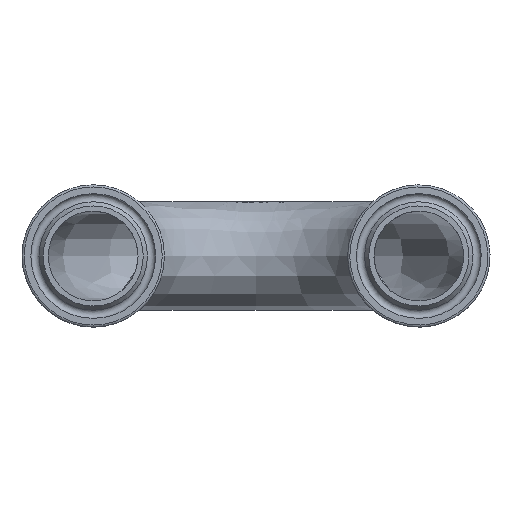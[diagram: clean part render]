
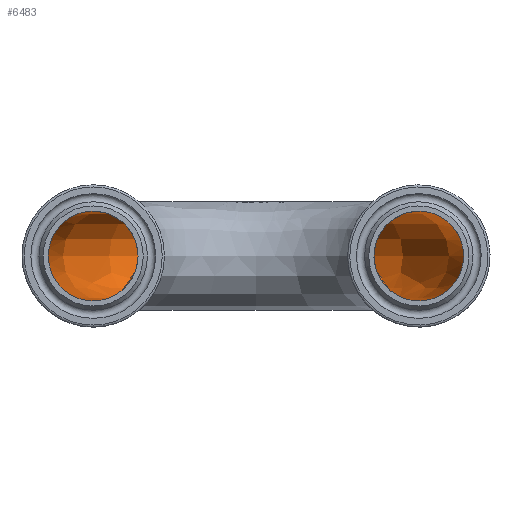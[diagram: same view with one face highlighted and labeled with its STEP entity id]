
A CAD part, left-side view. The second image highlights one B-rep face of the part: STEP entity #6483.
In plain terms, the highlighted free-form (B-spline) face has degree [2, 2] with [9, 5] control points.
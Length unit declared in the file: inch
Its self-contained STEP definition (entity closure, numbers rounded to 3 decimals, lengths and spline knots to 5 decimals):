
#45=CIRCLE('',#6679,0.31);
#46=CIRCLE('',#6680,0.815);
#47=CIRCLE('',#6681,0.31);
#1414=FACE_OUTER_BOUND('',#1806,.T.);
#1806=EDGE_LOOP('',(#5861,#5862,#5863,#5864));
#3026=VERTEX_POINT('',#16105);
#3027=VERTEX_POINT('',#16107);
#3991=EDGE_CURVE('',#3026,#3026,#45,.T.);
#3992=EDGE_CURVE('',#3026,#3027,#46,.T.);
#3993=EDGE_CURVE('',#3027,#3027,#47,.T.);
#5861=ORIENTED_EDGE('',*,*,#3991,.F.);
#5862=ORIENTED_EDGE('',*,*,#3992,.T.);
#5863=ORIENTED_EDGE('',*,*,#3993,.F.);
#5864=ORIENTED_EDGE('',*,*,#3992,.F.);
#6103=(
BOUNDED_SURFACE()
B_SPLINE_SURFACE(2,2,((#16060,#16061,#16062,#16063,#16064),(#16065,#16066,
#16067,#16068,#16069),(#16070,#16071,#16072,#16073,#16074),(#16075,#16076,
#16077,#16078,#16079),(#16080,#16081,#16082,#16083,#16084),(#16085,#16086,
#16087,#16088,#16089),(#16090,#16091,#16092,#16093,#16094),(#16095,#16096,
#16097,#16098,#16099),(#16100,#16101,#16102,#16103,#16104)),
 .UNSPECIFIED.,.T.,.F.,.F.)
B_SPLINE_SURFACE_WITH_KNOTS((3,2,2,2,3),(3,2,3),(-3.14159,-1.5708,
0.,1.5708,3.14159),(0.,1.5708,3.14159),
 .UNSPECIFIED.)
GEOMETRIC_REPRESENTATION_ITEM()
RATIONAL_B_SPLINE_SURFACE(((1.,0.707,1.,0.707,1.),
(0.707,0.5,0.707,0.5,
0.707),(1.,0.707,1.,0.707,1.),(0.707,
0.5,0.707,0.5,0.707),
(1.,0.707,1.,0.707,1.),(0.707,0.5,
0.707,0.5,0.707),(1.,0.707,
1.,0.707,1.),(0.707,0.5,0.707,
0.5,0.707),(1.,0.707,1.,0.707,
1.)))
REPRESENTATION_ITEM('')
SURFACE()
);
#6483=ADVANCED_FACE('',(#1414),#6103,.F.);
#6679=AXIS2_PLACEMENT_3D('',#16106,#7382,#7383);
#6680=AXIS2_PLACEMENT_3D('',#16108,#7384,#7385);
#6681=AXIS2_PLACEMENT_3D('',#16109,#7386,#7387);
#7382=DIRECTION('center_axis',(1.,0.,0.));
#7383=DIRECTION('ref_axis',(0.,1.,0.));
#7384=DIRECTION('center_axis',(0.,0.,
-1.));
#7385=DIRECTION('ref_axis',(0.,1.,0.));
#7386=DIRECTION('center_axis',(1.,0.,0.));
#7387=DIRECTION('ref_axis',(0.,-1.,0.));
#16060=CARTESIAN_POINT('Ctrl Pts',(0.5,0.815,0.));
#16061=CARTESIAN_POINT('Ctrl Pts',(1.315,0.815,0.));
#16062=CARTESIAN_POINT('Ctrl Pts',(1.315,0.,
0.));
#16063=CARTESIAN_POINT('Ctrl Pts',(1.315,-0.815,0.));
#16064=CARTESIAN_POINT('Ctrl Pts',(0.5,-0.815,0.));
#16065=CARTESIAN_POINT('Ctrl Pts',(0.5,0.815,-0.31));
#16066=CARTESIAN_POINT('Ctrl Pts',(1.315,0.815,-0.31));
#16067=CARTESIAN_POINT('Ctrl Pts',(1.315,0.,
-0.31));
#16068=CARTESIAN_POINT('Ctrl Pts',(1.315,-0.815,-0.31));
#16069=CARTESIAN_POINT('Ctrl Pts',(0.5,-0.815,-0.31));
#16070=CARTESIAN_POINT('Ctrl Pts',(0.5,1.125,-0.31));
#16071=CARTESIAN_POINT('Ctrl Pts',(1.625,1.125,-0.31));
#16072=CARTESIAN_POINT('Ctrl Pts',(1.625,0.,
-0.31));
#16073=CARTESIAN_POINT('Ctrl Pts',(1.625,-1.125,-0.31));
#16074=CARTESIAN_POINT('Ctrl Pts',(0.5,-1.125,-0.31));
#16075=CARTESIAN_POINT('Ctrl Pts',(0.5,1.435,-0.31));
#16076=CARTESIAN_POINT('Ctrl Pts',(1.935,1.435,-0.31));
#16077=CARTESIAN_POINT('Ctrl Pts',(1.935,0.,
-0.31));
#16078=CARTESIAN_POINT('Ctrl Pts',(1.935,-1.435,-0.31));
#16079=CARTESIAN_POINT('Ctrl Pts',(0.5,-1.435,-0.31));
#16080=CARTESIAN_POINT('Ctrl Pts',(0.5,1.435,0.));
#16081=CARTESIAN_POINT('Ctrl Pts',(1.935,1.435,0.));
#16082=CARTESIAN_POINT('Ctrl Pts',(1.935,0.,
0.));
#16083=CARTESIAN_POINT('Ctrl Pts',(1.935,-1.435,0.));
#16084=CARTESIAN_POINT('Ctrl Pts',(0.5,-1.435,0.));
#16085=CARTESIAN_POINT('Ctrl Pts',(0.5,1.435,0.31));
#16086=CARTESIAN_POINT('Ctrl Pts',(1.935,1.435,0.31));
#16087=CARTESIAN_POINT('Ctrl Pts',(1.935,0.,
0.31));
#16088=CARTESIAN_POINT('Ctrl Pts',(1.935,-1.435,0.31));
#16089=CARTESIAN_POINT('Ctrl Pts',(0.5,-1.435,0.31));
#16090=CARTESIAN_POINT('Ctrl Pts',(0.5,1.125,0.31));
#16091=CARTESIAN_POINT('Ctrl Pts',(1.625,1.125,0.31));
#16092=CARTESIAN_POINT('Ctrl Pts',(1.625,0.,
0.31));
#16093=CARTESIAN_POINT('Ctrl Pts',(1.625,-1.125,0.31));
#16094=CARTESIAN_POINT('Ctrl Pts',(0.5,-1.125,0.31));
#16095=CARTESIAN_POINT('Ctrl Pts',(0.5,0.815,0.31));
#16096=CARTESIAN_POINT('Ctrl Pts',(1.315,0.815,0.31));
#16097=CARTESIAN_POINT('Ctrl Pts',(1.315,0.,
0.31));
#16098=CARTESIAN_POINT('Ctrl Pts',(1.315,-0.815,0.31));
#16099=CARTESIAN_POINT('Ctrl Pts',(0.5,-0.815,0.31));
#16100=CARTESIAN_POINT('Ctrl Pts',(0.5,0.815,0.));
#16101=CARTESIAN_POINT('Ctrl Pts',(1.315,0.815,0.));
#16102=CARTESIAN_POINT('Ctrl Pts',(1.315,0.,
0.));
#16103=CARTESIAN_POINT('Ctrl Pts',(1.315,-0.815,0.));
#16104=CARTESIAN_POINT('Ctrl Pts',(0.5,-0.815,0.));
#16105=CARTESIAN_POINT('',(0.5,0.815,0.));
#16106=CARTESIAN_POINT('Origin',(0.5,1.125,0.));
#16107=CARTESIAN_POINT('',(0.5,-0.815,0.));
#16108=CARTESIAN_POINT('Origin',(0.5,0.,
0.));
#16109=CARTESIAN_POINT('Origin',(0.5,-1.125,0.));
